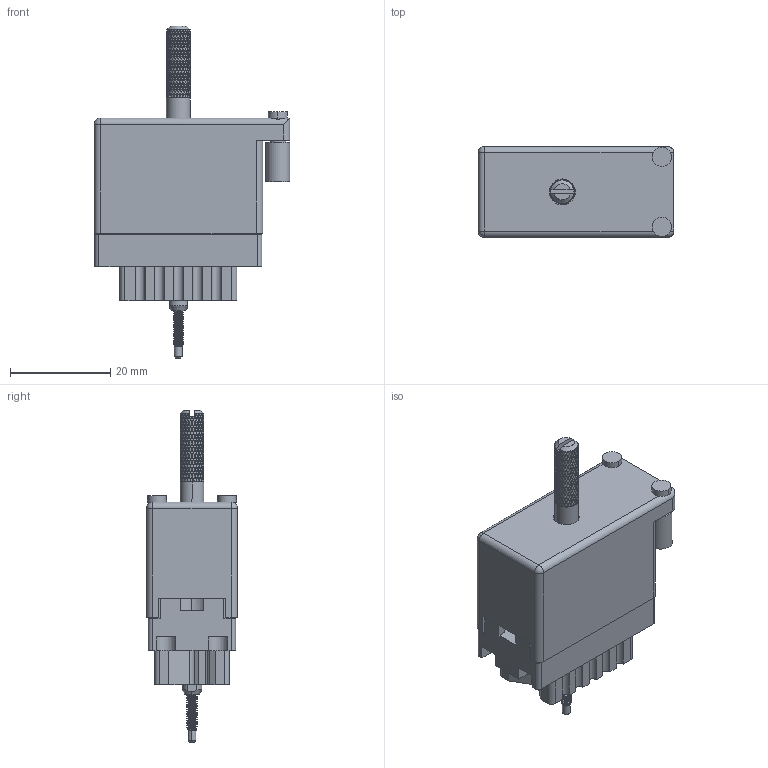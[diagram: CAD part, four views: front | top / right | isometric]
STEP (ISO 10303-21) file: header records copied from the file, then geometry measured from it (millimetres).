
FILE_DESCRIPTION (( 'STEP AP203' ), '1' );
FILE_NAME ('516-020-000-255.STEP', '2020-03-04T16:03:44', ( '' ), ( '' ), 'SwSTEP 2.0', 'SolidWorks 2016', '' );
FILE_SCHEMA (( 'CONFIG_CONTROL_DESIGN' ));
Products named in the file (9): 516-252-022-102; 516-253-025-100; 516 Part Receptacle_020; 516-020-000-255; 516-250-020-111; 516-230-001_Metal - 020 Side Entry; Actuating Screw Assy 020; 516-251-025-100; 516-250-021-102
Assembly tree (8 placements, depth 3):
  516-020-000-255
    516 Part Receptacle_020
    516-230-001_Metal - 020 Side Entry
    Actuating Screw Assy 020
      516-251-025-100
      516-250-021-102
      516-250-020-111
      516-253-025-100
      516-252-022-102
Bounding box: 39.12 x 18.16 x 66.29 mm (x, y, z)
Volume: 9599.8 mm3; surface area: 15372.5 mm2
Topology: 7 solids, 7 shells, 3354 faces, 7531 edges, 4202 vertices
Faces by surface type: bspline 2022, cylinder 784, plane 526, cone 20, sphere 2
Entity records: 181225 total; most frequent: CARTESIAN_POINT 128943, ORIENTED_EDGE 15058, EDGE_CURVE 7529, DIRECTION 5579, VERTEX_POINT 4202, EDGE_LOOP 3435, ADVANCED_FACE 3354, FACE_OUTER_BOUND 3354
